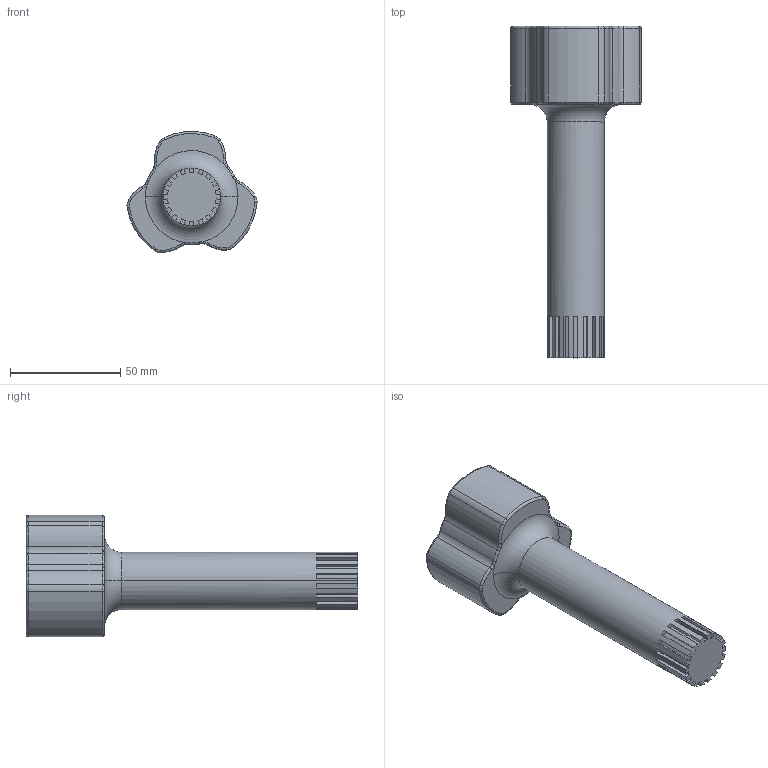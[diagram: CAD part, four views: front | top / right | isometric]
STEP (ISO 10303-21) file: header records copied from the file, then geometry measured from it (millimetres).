
FILE_DESCRIPTION(('CATIA V5 STEP Exchange'),'2;1');
FILE_NAME('Tripod_shaft_L3zuixin.stp','2019-04-29T07:18:17+00:00',('none'),('none'),'CATIA Version 5 Release 20 GA (IN-10)','CATIA V5 STEP AP203','none');
FILE_SCHEMA(('CONFIG_CONTROL_DESIGN'));
Length unit declared in the file: millimetre
Products named in the file (1): Tripod_shaft_L
Bounding box: 59.06 x 150.5 x 54.97 mm (x, y, z)
Volume: 77030.2 mm3; surface area: 29928.2 mm2
Topology: 1 solids, 1 shells, 243 faces, 605 edges, 365 vertices
Faces by surface type: torus 92, plane 81, cylinder 56, bspline 6, sphere 3, revolution 3, cone 2
Entity records: 7064 total; most frequent: CARTESIAN_POINT 1489, ORIENTED_EDGE 1204, DIRECTION 1002, EDGE_CURVE 602, AXIS2_PLACEMENT_3D 555, VERTEX_POINT 365, CIRCLE 347, EDGE_LOOP 247
